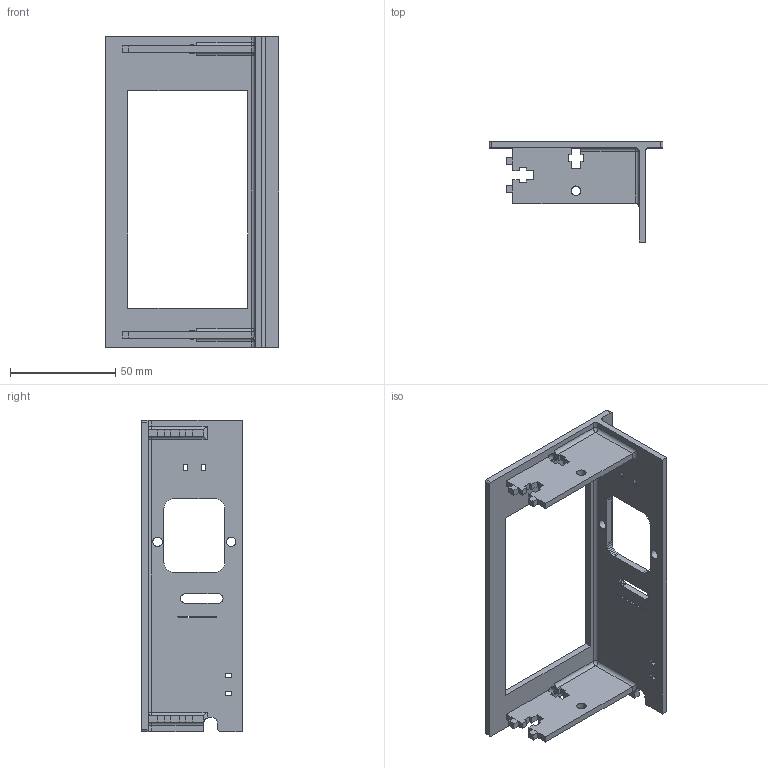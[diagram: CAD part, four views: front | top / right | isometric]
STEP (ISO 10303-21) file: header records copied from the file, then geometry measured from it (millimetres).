
FILE_DESCRIPTION(/* description */ (''),/* implementation_level */ '2;1');
FILE_NAME(/* name */ 'bulk_of_case v3.step',/* time_stamp */ '2023-05-28T11:11:28-04:00',/* author */ (''),/* organization */ (''),/* preprocessor_version */ 'ST-DEVELOPER v19.2',/* originating_system */ 'Autodesk Translation Framework v11.17.0.187',/* authorisation */ '');
FILE_SCHEMA (('AUTOMOTIVE_DESIGN { 1 0 10303 214 3 1 1 }'));
Length unit declared in the file: millimetre
Products named in the file (1): bulk_of_case
Bounding box: 82.6 x 47.78 x 147.79 mm (x, y, z)
Volume: 44355.9 mm3; surface area: 33007.7 mm2
Topology: 1 solids, 1 shells, 371 faces, 1087 edges, 712 vertices
Faces by surface type: plane 341, cylinder 26, sphere 4
Full cylindrical faces by diameter (mm): 4.5 x6
Entity records: 12546 total; most frequent: CARTESIAN_POINT 2193, ORIENTED_EDGE 2178, DIRECTION 1882, EDGE_CURVE 1089, LINE 1036, VECTOR 1036, VERTEX_POINT 716, AXIS2_PLACEMENT_3D 423
